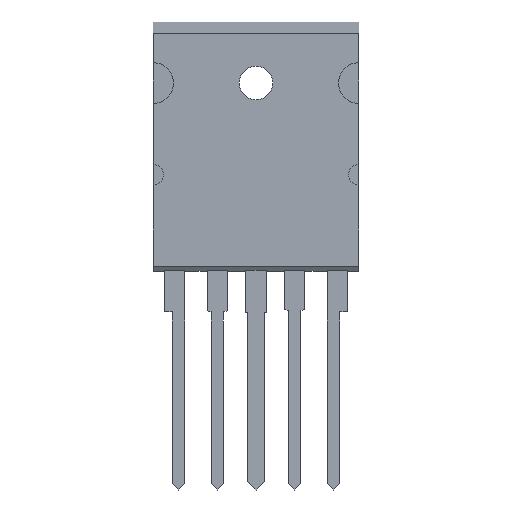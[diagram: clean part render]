
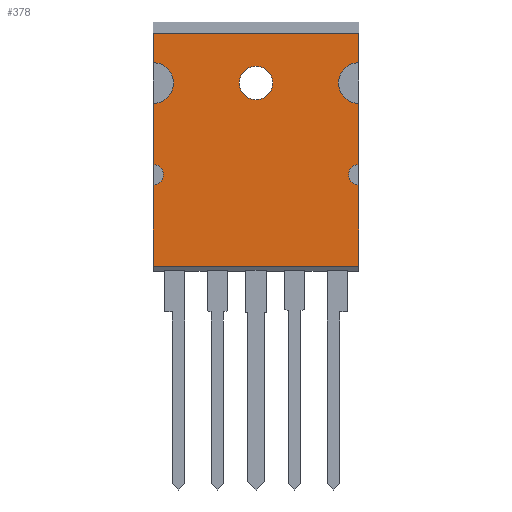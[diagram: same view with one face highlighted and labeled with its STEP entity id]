
A CAD part, front view. The second image highlights one B-rep face of the part: STEP entity #378.
In plain terms, the highlighted planar face has unit normal (0, -1, 0).
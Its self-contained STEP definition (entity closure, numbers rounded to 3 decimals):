
#31=VERTEX_POINT('',#32);
#32=CARTESIAN_POINT('',(-2.48,-1.525,4.5));
#37=EDGE_CURVE('',#31,#38,#40,.T.);
#38=VERTEX_POINT('',#39);
#39=CARTESIAN_POINT('',(-2.48,-1.525,12.5));
#40=LINE('',#32,#41);
#41=VECTOR('',#42,1.);
#42=DIRECTION('',(0.,0.,1.));
#56=DIRECTION('',(0.,0.,-1.));
#59=VERTEX_POINT('',#60);
#60=CARTESIAN_POINT('',(-2.48,-1.525,14.5));
#63=EDGE_CURVE('',#59,#64,#40,.T.);
#64=VERTEX_POINT('',#65);
#65=CARTESIAN_POINT('',(-2.48,-1.525,20.5));
#78=VERTEX_POINT('',#79);
#79=CARTESIAN_POINT('',(-2.48,-1.525,24.5));
#82=EDGE_CURVE('',#78,#83,#40,.T.);
#83=VERTEX_POINT('',#84);
#84=CARTESIAN_POINT('',(-2.48,-1.525,27.408));
#118=VECTOR('',#119,1.);
#119=DIRECTION('',(1.,0.,0.));
#366=EDGE_CURVE('',#83,#367,#369,.T.);
#367=VERTEX_POINT('',#368);
#368=CARTESIAN_POINT('',(17.72,-1.525,27.408));
#369=LINE('',#84,#118);
#378=ADVANCED_FACE('',(#379,#426),#437,.T.);
#379=FACE_BOUND('',#380,.T.);
#380=EDGE_LOOP('',(#381,#382,#387,#392,#400,#404,#411,#413,#414,#415,    #420,#421));
#381=ORIENTED_EDGE('',*,*,#37,.F.);
#382=ORIENTED_EDGE('',*,*,#383,.T.);
#383=EDGE_CURVE('',#31,#384,#386,.T.);
#384=VERTEX_POINT('',#385);
#385=CARTESIAN_POINT('',(17.72,-1.525,4.5));
#386=LINE('',#32,#118);
#387=ORIENTED_EDGE('',*,*,#388,.T.);
#388=EDGE_CURVE('',#384,#389,#391,.T.);
#389=VERTEX_POINT('',#390);
#390=CARTESIAN_POINT('',(17.72,-1.525,12.5));
#391=LINE('',#385,#41);
#392=ORIENTED_EDGE('',*,*,#393,.F.);
#393=EDGE_CURVE('',#394,#389,#396,.T.);
#394=VERTEX_POINT('',#395);
#395=CARTESIAN_POINT('',(17.72,-1.525,14.5));
#396=CIRCLE('',#397,1.);
#397=AXIS2_PLACEMENT_3D('',#398,#399,#56);
#398=CARTESIAN_POINT('',(17.72,-1.525,13.5));
#399=DIRECTION('',(0.,-1.,0.));
#400=ORIENTED_EDGE('',*,*,#401,.T.);
#401=EDGE_CURVE('',#394,#402,#391,.T.);
#402=VERTEX_POINT('',#403);
#403=CARTESIAN_POINT('',(17.72,-1.525,20.5));
#404=ORIENTED_EDGE('',*,*,#405,.F.);
#405=EDGE_CURVE('',#406,#402,#408,.T.);
#406=VERTEX_POINT('',#407);
#407=CARTESIAN_POINT('',(17.72,-1.525,24.5));
#408=CIRCLE('',#409,2.);
#409=AXIS2_PLACEMENT_3D('',#410,#399,#56);
#410=CARTESIAN_POINT('',(17.72,-1.525,22.5));
#411=ORIENTED_EDGE('',*,*,#412,.T.);
#412=EDGE_CURVE('',#406,#367,#391,.T.);
#413=ORIENTED_EDGE('',*,*,#366,.F.);
#414=ORIENTED_EDGE('',*,*,#82,.F.);
#415=ORIENTED_EDGE('',*,*,#416,.F.);
#416=EDGE_CURVE('',#64,#78,#417,.T.);
#417=CIRCLE('',#418,2.);
#418=AXIS2_PLACEMENT_3D('',#419,#399,#56);
#419=CARTESIAN_POINT('',(-2.48,-1.525,22.5));
#420=ORIENTED_EDGE('',*,*,#63,.F.);
#421=ORIENTED_EDGE('',*,*,#422,.F.);
#422=EDGE_CURVE('',#38,#59,#423,.T.);
#423=CIRCLE('',#424,1.);
#424=AXIS2_PLACEMENT_3D('',#425,#399,#56);
#425=CARTESIAN_POINT('',(-2.48,-1.525,13.5));
#426=FACE_BOUND('',#427,.T.);
#427=EDGE_LOOP('',(#428));
#428=ORIENTED_EDGE('',*,*,#429,.F.);
#429=EDGE_CURVE('',#430,#430,#432,.T.);
#430=VERTEX_POINT('',#431);
#431=CARTESIAN_POINT('',(7.62,-1.525,20.85));
#432=CIRCLE('',#433,1.65);
#433=AXIS2_PLACEMENT_3D('',#434,#435,#436);
#434=CARTESIAN_POINT('',(7.62,-1.525,22.5));
#435=DIRECTION('',(0.,-1.,0.));
#436=DIRECTION('',(0.,0.,-1.));
#437=PLANE('',#438);
#438=AXIS2_PLACEMENT_3D('',#32,#439,#42);
#439=DIRECTION('',(0.,-1.,0.));
